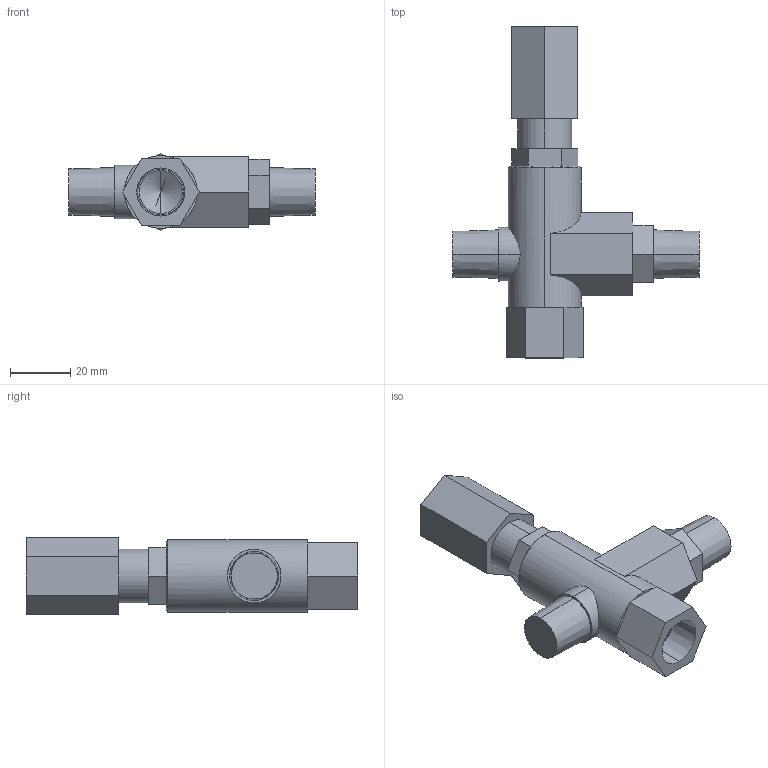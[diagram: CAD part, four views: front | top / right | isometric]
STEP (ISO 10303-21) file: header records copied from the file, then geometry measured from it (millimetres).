
FILE_DESCRIPTION (( 'STEP AP203' ), '1' );
FILE_NAME ('7501.100.STEP', '2008-05-22T17:28:53', ( ' ' ), ( ' ' ), 'SwSTEP 2.0', 'SolidWorks 2008', '' );
FILE_SCHEMA (( 'CONFIG_CONTROL_DESIGN' ));
Length unit declared in the file: inch
Products named in the file (1): 7501.100
Bounding box: 81.66 x 110.11 x 25.37 mm (x, y, z)
Volume: 60758.8 mm3; surface area: 14015.8 mm2
Topology: 1 solids, 1 shells, 71 faces, 164 edges, 103 vertices
Faces by surface type: plane 53, cone 10, cylinder 8
Entity records: 2151 total; most frequent: CARTESIAN_POINT 449, DIRECTION 340, ORIENTED_EDGE 324, EDGE_CURVE 162, VECTOR 116, LINE 116, AXIS2_PLACEMENT_3D 112, VERTEX_POINT 103
